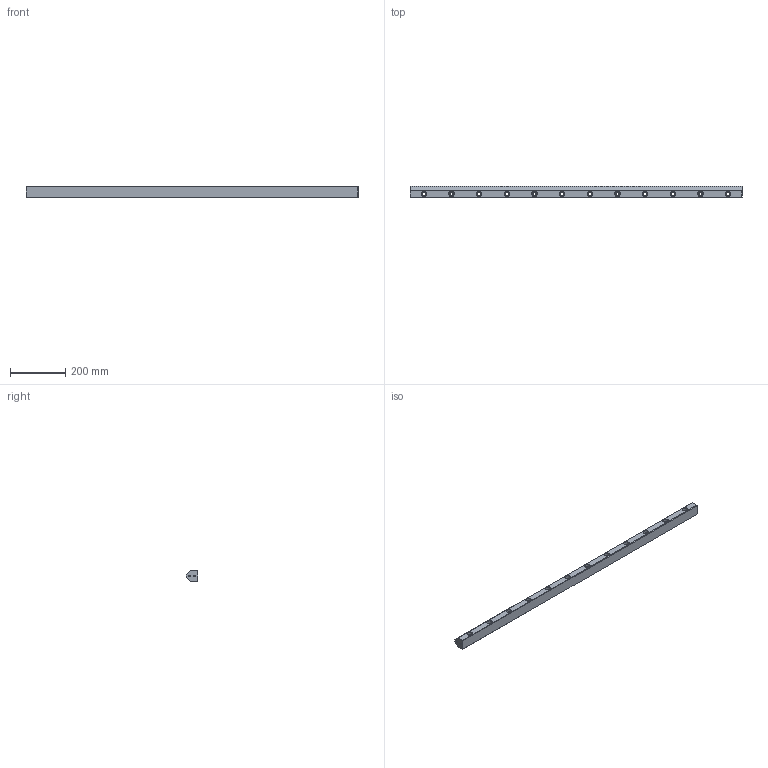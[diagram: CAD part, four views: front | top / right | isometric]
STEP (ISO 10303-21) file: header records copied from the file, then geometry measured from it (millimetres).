
FILE_DESCRIPTION(/* description */ (''),/* implementation_level */ '2;1');
FILE_NAME(/* name */ 'Rail V-7040x1200.stp',/* time_stamp */ '2018-12-03T19:24:30+01:00',/* author */ (''),/* organization */ (''),/* preprocessor_version */ 'ST-DEVELOPER v16.7',/* originating_system */ 'SIEMENS PLM Software NX 12.0',/* authorisation */ '');
FILE_SCHEMA (('AUTOMOTIVE_DESIGN { 1 0 10303 214 3 1 1 1 }'));
Length unit declared in the file: millimetre
Products named in the file (1): 019978_A_1-Rail V-7040x1200
Bounding box: 1200 x 40 x 40 mm (x, y, z)
Volume: 1530635.6 mm3; surface area: 188855.9 mm2
Topology: 1 solids, 1 shells, 92 faces, 210 edges, 132 vertices
Faces by surface type: plane 32, cone 32, cylinder 28
Full cylindrical faces by diameter (mm): 5.25 x4, 12.5 x12, 18.5 x12
Entity records: 2194 total; most frequent: DIRECTION 400, CARTESIAN_POINT 339, ORIENTED_EDGE 260, EDGE_LOOP 188, AXIS2_PLACEMENT_3D 177, FACE_BOUND 176, EDGE_CURVE 130, VERTEX_POINT 116
